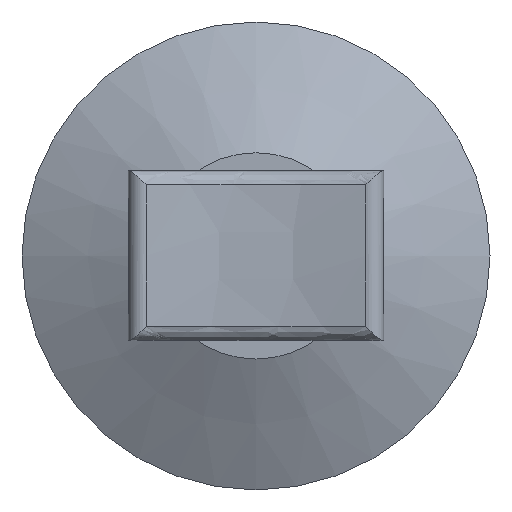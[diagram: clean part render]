
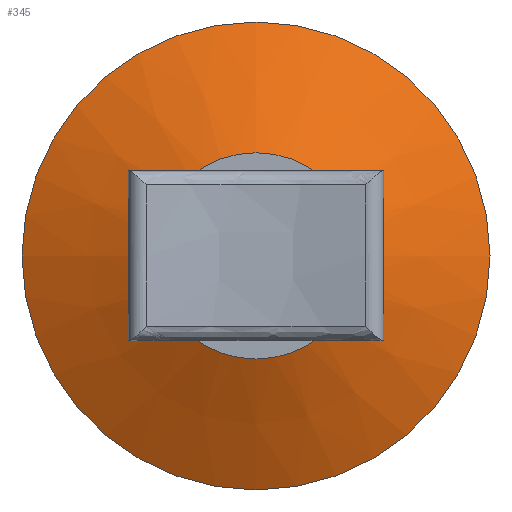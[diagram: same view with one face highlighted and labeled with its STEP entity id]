
A CAD part, top view. The second image highlights one B-rep face of the part: STEP entity #345.
In plain terms, the highlighted conical face has half-angle 64 degrees and reference radius 8.25 mm.
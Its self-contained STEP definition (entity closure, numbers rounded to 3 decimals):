
#103=CONICAL_SURFACE('',#1743,8.25,64.);
#250=FACE_OUTER_BOUND('',#470,.T.);
#345=ADVANCED_FACE('',(#411,#250),#103,.T.);
#411=FACE_BOUND('',#469,.T.);
#469=EDGE_LOOP('',(#859));
#470=EDGE_LOOP('',(#860));
#551=CIRCLE('',#1736,3.637);
#553=CIRCLE('',#1739,8.25);
#859=ORIENTED_EDGE('',*,*,#1348,.F.);
#860=ORIENTED_EDGE('',*,*,#1350,.F.);
#1159=VERTEX_POINT('',#2657);
#1161=VERTEX_POINT('',#2662);
#1348=EDGE_CURVE('',#1159,#1159,#551,.T.);
#1350=EDGE_CURVE('',#1161,#1161,#553,.T.);
#1736=AXIS2_PLACEMENT_3D('',#2656,#2045,#2046);
#1739=AXIS2_PLACEMENT_3D('',#2661,#2051,#2052);
#1743=AXIS2_PLACEMENT_3D('',#2826,#2059,#2060);
#2045=DIRECTION('',(0.,0.,1.));
#2046=DIRECTION('',(1.,0.,0.));
#2051=DIRECTION('',(0.,0.,-1.));
#2052=DIRECTION('',(-1.,0.,0.));
#2059=DIRECTION('',(0.,0.,-1.));
#2060=DIRECTION('',(-1.,0.,0.));
#2656=CARTESIAN_POINT('',(0.,0.,0.5));
#2657=CARTESIAN_POINT('',(3.637,0.,0.5));
#2661=CARTESIAN_POINT('',(0.,0.,-1.75));
#2662=CARTESIAN_POINT('',(-8.25,0.,-1.75));
#2826=CARTESIAN_POINT('',(0.,0.,-1.75));
